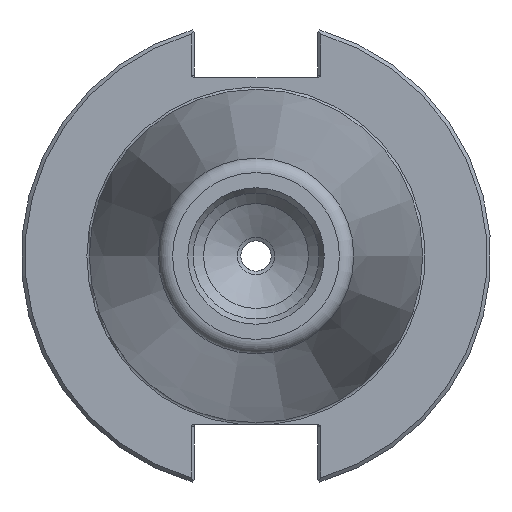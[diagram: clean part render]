
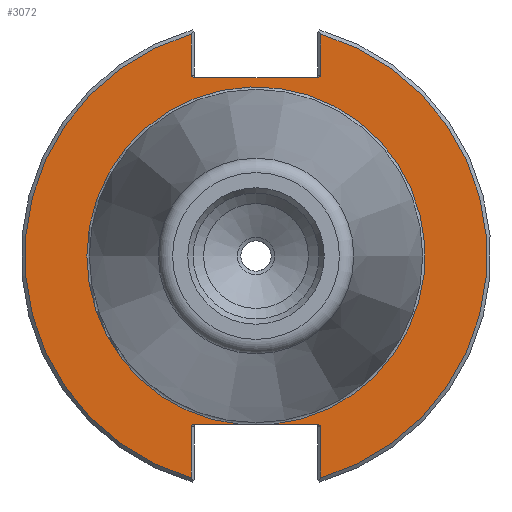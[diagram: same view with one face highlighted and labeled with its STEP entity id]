
A CAD part, left-side view. The second image highlights one B-rep face of the part: STEP entity #3072.
In plain terms, the highlighted planar face has unit normal (-1, 0, 0).
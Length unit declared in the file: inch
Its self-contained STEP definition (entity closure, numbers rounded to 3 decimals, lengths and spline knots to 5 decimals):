
#2427=CARTESIAN_POINT('',(0.125,-0.50422,1.472));
#2428=VERTEX_POINT('',#2427);
#2435=CARTESIAN_POINT('',(0.125,-0.5325,1.492));
#2436=VERTEX_POINT('',#2435);
#2437=CARTESIAN_POINT('',(0.125,-0.50422,1.492));
#2438=DIRECTION('',(-1.0,0.0,0.0));
#2439=DIRECTION('',(0.0,-1.0,0.0));
#2440=AXIS2_PLACEMENT_3D('',#2437,#2438,#2439);
#2441=ELLIPSE('',#2440,0.02828,0.02);
#2442=EDGE_CURVE('',#2428,#2436,#2441,.T.);
#2492=CARTESIAN_POINT('',(0.125,-0.5325,1.83167));
#2493=VERTEX_POINT('',#2492);
#2494=CARTESIAN_POINT('',(0.125,-0.5325,1.492));
#2495=DIRECTION('',(0.0,0.0,1.0));
#2496=VECTOR('',#2495,0.33967);
#2497=LINE('',#2494,#2496);
#2498=EDGE_CURVE('',#2436,#2493,#2497,.T.);
#2581=CARTESIAN_POINT('',(0.125,0.50422,-1.388));
#2582=VERTEX_POINT('',#2581);
#2589=CARTESIAN_POINT('',(0.125,0.5325,-1.408));
#2590=VERTEX_POINT('',#2589);
#2591=CARTESIAN_POINT('',(0.125,0.50422,-1.408));
#2592=DIRECTION('',(-1.0,0.0,0.0));
#2593=DIRECTION('',(0.0,1.0,0.0));
#2594=AXIS2_PLACEMENT_3D('',#2591,#2592,#2593);
#2595=ELLIPSE('',#2594,0.02828,0.02);
#2596=EDGE_CURVE('',#2582,#2590,#2595,.T.);
#2646=CARTESIAN_POINT('',(0.125,0.5325,-1.83167));
#2647=VERTEX_POINT('',#2646);
#2648=CARTESIAN_POINT('',(0.125,0.5325,-1.408));
#2649=DIRECTION('',(0.0,0.0,-1.0));
#2650=VECTOR('',#2649,0.42367);
#2651=LINE('',#2648,#2650);
#2652=EDGE_CURVE('',#2590,#2647,#2651,.T.);
#2677=CARTESIAN_POINT('',(0.125,-0.5325,-1.408));
#2678=VERTEX_POINT('',#2677);
#2679=CARTESIAN_POINT('',(0.125,-0.50422,-1.388));
#2680=VERTEX_POINT('',#2679);
#2681=CARTESIAN_POINT('',(0.125,-0.50422,-1.408));
#2682=DIRECTION('',(-1.0,0.0,0.0));
#2683=DIRECTION('',(0.0,-1.0,0.0));
#2684=AXIS2_PLACEMENT_3D('',#2681,#2682,#2683);
#2685=ELLIPSE('',#2684,0.02828,0.02);
#2686=EDGE_CURVE('',#2678,#2680,#2685,.T.);
#2784=CARTESIAN_POINT('',(0.125,-0.5325,-1.83167));
#2785=VERTEX_POINT('',#2784);
#2792=CARTESIAN_POINT('',(0.125,-0.5325,-1.83167));
#2793=DIRECTION('',(0.0,0.0,1.0));
#2794=VECTOR('',#2793,0.42367);
#2795=LINE('',#2792,#2794);
#2796=EDGE_CURVE('',#2785,#2678,#2795,.T.);
#2838=CARTESIAN_POINT('',(0.125,0.5325,1.492));
#2839=VERTEX_POINT('',#2838);
#2846=CARTESIAN_POINT('',(0.125,0.50422,1.472));
#2847=VERTEX_POINT('',#2846);
#2848=CARTESIAN_POINT('',(0.125,0.50422,1.492));
#2849=DIRECTION('',(-1.0,0.0,0.0));
#2850=DIRECTION('',(0.0,1.0,0.0));
#2851=AXIS2_PLACEMENT_3D('',#2848,#2849,#2850);
#2852=ELLIPSE('',#2851,0.02828,0.02);
#2853=EDGE_CURVE('',#2839,#2847,#2852,.T.);
#2938=CARTESIAN_POINT('',(0.125,0.5325,1.83167));
#2939=VERTEX_POINT('',#2938);
#2946=CARTESIAN_POINT('',(0.125,0.5325,1.83167));
#2947=DIRECTION('',(0.0,0.0,-1.0));
#2948=VECTOR('',#2947,0.33967);
#2949=LINE('',#2946,#2948);
#2950=EDGE_CURVE('',#2939,#2839,#2949,.T.);
#2985=CARTESIAN_POINT('',(0.125,-0.13957,-1.388));
#2986=VERTEX_POINT('',#2985);
#2987=CARTESIAN_POINT('',(0.125,0.13957,-1.388));
#2988=VERTEX_POINT('',#2987);
#3003=CARTESIAN_POINT('',(0.125,0.0,0.0));
#3004=DIRECTION('',(-1.0,0.0,0.0));
#3005=DIRECTION('',(0.0,-1.0,0.0));
#3006=AXIS2_PLACEMENT_3D('',#3003,#3004,#3005);
#3007=CIRCLE('',#3006,1.395);
#3008=EDGE_CURVE('',#2986,#2988,#3007,.T.);
#3024=CARTESIAN_POINT('',(0.125,1.65625,0.0));
#3025=DIRECTION('',(-1.0,0.0,0.0));
#3026=DIRECTION('',(0.0,0.0,1.0));
#3027=AXIS2_PLACEMENT_3D('',#3024,#3025,#3026);
#3028=PLANE('',#3027);
#3029=ORIENTED_EDGE('',*,*,#3008,.F.);
#3030=CARTESIAN_POINT('',(0.125,-0.50422,-1.388));
#3031=DIRECTION('',(0.0,1.0,0.0));
#3032=VECTOR('',#3031,0.36464);
#3033=LINE('',#3030,#3032);
#3034=EDGE_CURVE('',#2680,#2986,#3033,.T.);
#3035=ORIENTED_EDGE('',*,*,#3034,.F.);
#3036=ORIENTED_EDGE('',*,*,#2686,.F.);
#3037=ORIENTED_EDGE('',*,*,#2796,.F.);
#3038=CARTESIAN_POINT('',(0.125,0.0,0.0));
#3039=DIRECTION('',(1.0,0.0,0.0));
#3040=DIRECTION('',(0.0,-1.0,0.0));
#3041=AXIS2_PLACEMENT_3D('',#3038,#3039,#3040);
#3042=CIRCLE('',#3041,1.9075);
#3043=EDGE_CURVE('',#2493,#2785,#3042,.T.);
#3044=ORIENTED_EDGE('',*,*,#3043,.F.);
#3045=ORIENTED_EDGE('',*,*,#2498,.F.);
#3046=ORIENTED_EDGE('',*,*,#2442,.F.);
#3047=CARTESIAN_POINT('',(0.125,0.50422,1.472));
#3048=DIRECTION('',(0.0,-1.0,0.0));
#3049=VECTOR('',#3048,1.00843);
#3050=LINE('',#3047,#3049);
#3051=EDGE_CURVE('',#2847,#2428,#3050,.T.);
#3052=ORIENTED_EDGE('',*,*,#3051,.F.);
#3053=ORIENTED_EDGE('',*,*,#2853,.F.);
#3054=ORIENTED_EDGE('',*,*,#2950,.F.);
#3055=CARTESIAN_POINT('',(0.125,0.0,0.0));
#3056=DIRECTION('',(1.0,0.0,0.0));
#3057=DIRECTION('',(0.0,1.0,0.0));
#3058=AXIS2_PLACEMENT_3D('',#3055,#3056,#3057);
#3059=CIRCLE('',#3058,1.9075);
#3060=EDGE_CURVE('',#2647,#2939,#3059,.T.);
#3061=ORIENTED_EDGE('',*,*,#3060,.F.);
#3062=ORIENTED_EDGE('',*,*,#2652,.F.);
#3063=ORIENTED_EDGE('',*,*,#2596,.F.);
#3064=CARTESIAN_POINT('',(0.125,0.13957,-1.388));
#3065=DIRECTION('',(0.0,1.0,0.0));
#3066=VECTOR('',#3065,0.36464);
#3067=LINE('',#3064,#3066);
#3068=EDGE_CURVE('',#2988,#2582,#3067,.T.);
#3069=ORIENTED_EDGE('',*,*,#3068,.F.);
#3070=EDGE_LOOP('',(#3029,#3035,#3036,#3037,#3044,#3045,#3046,#3052,#3053,#3054,#3061,#3062,#3063,#3069));
#3071=FACE_OUTER_BOUND('',#3070,.T.);
#3072=ADVANCED_FACE('',(#3071),#3028,.T.);
